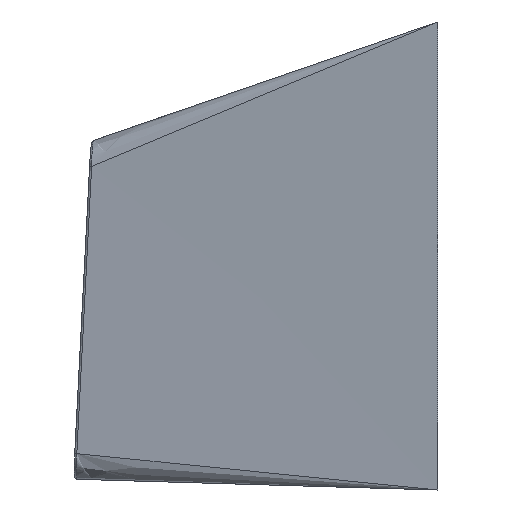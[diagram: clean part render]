
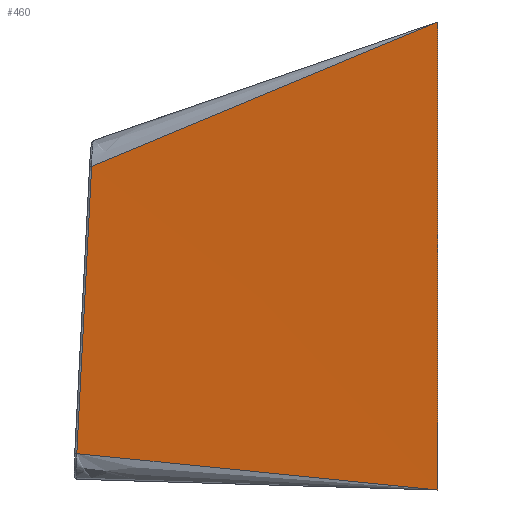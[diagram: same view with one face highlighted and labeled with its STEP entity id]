
A CAD part, left-side view. The second image highlights one B-rep face of the part: STEP entity #460.
In plain terms, the highlighted free-form (B-spline) face has degree [3, 1] with [6, 2] control points.
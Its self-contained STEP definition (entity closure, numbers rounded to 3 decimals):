
#46 = B_SPLINE_CURVE_WITH_KNOTS ( 'NONE', 3,
 ( #1774, #300, #629, #1845, #353, #2316, #2329, #2818, #373, #2565, #873, #1128, #1610, #1854 ),
 .UNSPECIFIED., .F., .F.,
 ( 4, 2, 2, 1, 1, 2, 2, 4 ),
 ( 0.007, 0.255, 0.379, 0.441, 0.472, 0.488, 0.503, 1. ),
 .UNSPECIFIED. ) ;
#61 = ORIENTED_EDGE ( 'NONE', *, *, #1311, .F. ) ;
#121 = EDGE_CURVE ( 'NONE', #471, #1893, #2964, .T. ) ;
#160 = CARTESIAN_POINT ( 'NONE',  ( 2.633, 13.561, 7.615 ) ) ;
#265 = CARTESIAN_POINT ( 'NONE',  ( 0., 0., 18. ) ) ;
#300 = CARTESIAN_POINT ( 'NONE',  ( 2.433, 12.829, 1.293 ) ) ;
#353 = CARTESIAN_POINT ( 'NONE',  ( 1.779, 9.394, 0.945 ) ) ;
#373 = CARTESIAN_POINT ( 'NONE',  ( 1.372, 7.247, 0.728 ) ) ;
#433 = CARTESIAN_POINT ( 'NONE',  ( 0., 0., 3. ) ) ;
#456 = CARTESIAN_POINT ( 'NONE',  ( 0., 0., 15. ) ) ;
#460 = ADVANCED_FACE ( 'NONE', ( #1132 ), #520, .T. ) ;
#471 = VERTEX_POINT ( 'NONE', #776 ) ;
#496 = DIRECTION ( 'NONE',  ( 0., 0., -1. ) ) ;
#520 = B_SPLINE_SURFACE_WITH_KNOTS ( 'NONE', 3, 1, ( 
 ( #933, #1900 ),
 ( #433, #944 ),
 ( #1186, #2884 ),
 ( #1923, #3146 ),
 ( #456, #3130 ),
 ( #265, #1499 ) ),
 .UNSPECIFIED., .F., .F., .F.,
 ( 4, 2, 4 ),
 ( 2, 2 ),
 ( 0., 0.5, 1. ),
 ( 0., 1. ),
 .UNSPECIFIED. ) ;
#565 = VERTEX_POINT ( 'NONE', #577 ) ;
#577 = CARTESIAN_POINT ( 'NONE',  ( 0., 0., 0. ) ) ;
#629 = CARTESIAN_POINT ( 'NONE',  ( 2.222, 11.723, 1.18 ) ) ;
#679 = CARTESIAN_POINT ( 'NONE',  ( 2.633, 13.497, 8.858 ) ) ;
#694 = EDGE_CURVE ( 'NONE', #1893, #565, #46, .T. ) ;
#750 = EDGE_CURVE ( 'NONE', #2826, #471, #3177, .T. ) ;
#760 = CARTESIAN_POINT ( 'NONE',  ( 0., 0., 18. ) ) ;
#776 = CARTESIAN_POINT ( 'NONE',  ( 2.633, 13.311, 12.443 ) ) ;
#825 = ORIENTED_EDGE ( 'NONE', *, *, #121, .T. ) ;
#848 = CARTESIAN_POINT ( 'NONE',  ( 1.895, 9.57, 14.002 ) ) ;
#873 = CARTESIAN_POINT ( 'NONE',  ( 1.327, 7.007, 0.704 ) ) ;
#901 = CARTESIAN_POINT ( 'NONE',  ( 2.633, 13.696, 4.996 ) ) ;
#909 = CARTESIAN_POINT ( 'NONE',  ( 0., 0., 18. ) ) ;
#911 = CARTESIAN_POINT ( 'NONE',  ( 2.633, 13.825, 2.51 ) ) ;
#933 = CARTESIAN_POINT ( 'NONE',  ( 0., 0., 0. ) ) ;
#944 = CARTESIAN_POINT ( 'NONE',  ( 2.65, 13.907, 2.581 ) ) ;
#950 = CARTESIAN_POINT ( 'NONE',  ( 2.633, 13.625, 6.372 ) ) ;
#1116 = CARTESIAN_POINT ( 'NONE',  ( 0.473, 2.382, 17.004 ) ) ;
#1128 = CARTESIAN_POINT ( 'NONE',  ( 0.909, 4.807, 0.482 ) ) ;
#1132 = FACE_OUTER_BOUND ( 'NONE', #2263, .T. ) ;
#1172 = CARTESIAN_POINT ( 'NONE',  ( 2.633, 13.689, 5.129 ) ) ;
#1186 = CARTESIAN_POINT ( 'NONE',  ( 0., 0., 6. ) ) ;
#1311 = EDGE_CURVE ( 'NONE', #2826, #565, #1915, .T. ) ;
#1351 = CARTESIAN_POINT ( 'NONE',  ( 1.422, 7.172, 15.003 ) ) ;
#1373 = CARTESIAN_POINT ( 'NONE',  ( 1.377, 6.947, 15.097 ) ) ;
#1384 = VECTOR ( 'NONE', #496, 1000. ) ;
#1499 = CARTESIAN_POINT ( 'NONE',  ( 2.65, 13.347, 13.404 ) ) ;
#1585 = CARTESIAN_POINT ( 'NONE',  ( 2.224, 11.236, 13.307 ) ) ;
#1595 = CARTESIAN_POINT ( 'NONE',  ( 2.434, 12.298, 12.865 ) ) ;
#1610 = CARTESIAN_POINT ( 'NONE',  ( 0.471, 2.493, 0.25 ) ) ;
#1774 = CARTESIAN_POINT ( 'NONE',  ( 2.634, 13.882, 1.4 ) ) ;
#1821 = CARTESIAN_POINT ( 'NONE',  ( 1.525, 7.693, 14.785 ) ) ;
#1845 = CARTESIAN_POINT ( 'NONE',  ( 1.892, 9.986, 1.005 ) ) ;
#1854 = CARTESIAN_POINT ( 'NONE',  ( 0., 0., 0. ) ) ;
#1878 = CARTESIAN_POINT ( 'NONE',  ( 2.633, 13.767, 3.62 ) ) ;
#1893 = VERTEX_POINT ( 'NONE', #2765 ) ;
#1900 = CARTESIAN_POINT ( 'NONE',  ( 2.65, 14.02, 0.416 ) ) ;
#1915 = LINE ( 'NONE', #760, #1384 ) ;
#1923 = CARTESIAN_POINT ( 'NONE',  ( 0., 0., 12. ) ) ;
#2098 = CARTESIAN_POINT ( 'NONE',  ( 0., 0., 18. ) ) ;
#2130 = CARTESIAN_POINT ( 'NONE',  ( 2.633, 13.435, 10.053 ) ) ;
#2147 = CARTESIAN_POINT ( 'NONE',  ( 2.633, 13.71, 4.73 ) ) ;
#2162 = ORIENTED_EDGE ( 'NONE', *, *, #750, .T. ) ;
#2263 = EDGE_LOOP ( 'NONE', ( #2162, #825, #3176, #61 ) ) ;
#2292 = CARTESIAN_POINT ( 'NONE',  ( 0.913, 4.6, 16.077 ) ) ;
#2304 = CARTESIAN_POINT ( 'NONE',  ( 1.332, 6.718, 15.192 ) ) ;
#2316 = CARTESIAN_POINT ( 'NONE',  ( 1.607, 8.485, 0.853 ) ) ;
#2329 = CARTESIAN_POINT ( 'NONE',  ( 1.52, 8.027, 0.807 ) ) ;
#2368 = CARTESIAN_POINT ( 'NONE',  ( 2.633, 13.373, 11.248 ) ) ;
#2381 = CARTESIAN_POINT ( 'NONE',  ( 2.633, 13.703, 4.863 ) ) ;
#2565 = CARTESIAN_POINT ( 'NONE',  ( 1.342, 7.09, 0.712 ) ) ;
#2575 = CARTESIAN_POINT ( 'NONE',  ( 1.347, 6.797, 15.159 ) ) ;
#2636 = CARTESIAN_POINT ( 'NONE',  ( 2.634, 13.882, 1.4 ) ) ;
#2765 = CARTESIAN_POINT ( 'NONE',  ( 2.634, 13.882, 1.4 ) ) ;
#2818 = CARTESIAN_POINT ( 'NONE',  ( 1.417, 7.482, 0.752 ) ) ;
#2826 = VERTEX_POINT ( 'NONE', #909 ) ;
#2884 = CARTESIAN_POINT ( 'NONE',  ( 2.65, 13.795, 4.746 ) ) ;
#2964 = B_SPLINE_CURVE_WITH_KNOTS ( 'NONE', 3,
 ( #3093, #2368, #2130, #679, #160, #950, #1172, #901, #2381, #2147, #1878, #911, #2636 ),
 .UNSPECIFIED., .F., .F.,
 ( 4, 3, 3, 3, 4 ),
 ( 0., 0.004, 0.007, 0.008, 0.011 ),
 .UNSPECIFIED. ) ;
#3070 = CARTESIAN_POINT ( 'NONE',  ( 1.727, 8.718, 14.357 ) ) ;
#3081 = CARTESIAN_POINT ( 'NONE',  ( 2.633, 13.311, 12.443 ) ) ;
#3093 = CARTESIAN_POINT ( 'NONE',  ( 2.633, 13.311, 12.443 ) ) ;
#3130 = CARTESIAN_POINT ( 'NONE',  ( 2.65, 13.459, 11.24 ) ) ;
#3146 = CARTESIAN_POINT ( 'NONE',  ( 2.65, 13.571, 9.075 ) ) ;
#3176 = ORIENTED_EDGE ( 'NONE', *, *, #694, .T. ) ;
#3177 = B_SPLINE_CURVE_WITH_KNOTS ( 'NONE', 3,
 ( #2098, #1116, #2292, #2304, #2575, #1373, #1351, #1821, #3070, #848, #1585, #1595, #3081 ),
 .UNSPECIFIED., .F., .F.,
 ( 4, 2, 2, 1, 1, 1, 2, 4 ),
 ( 0., 0.496, 0.512, 0.527, 0.559, 0.621, 0.745, 0.993 ),
 .UNSPECIFIED. ) ;
